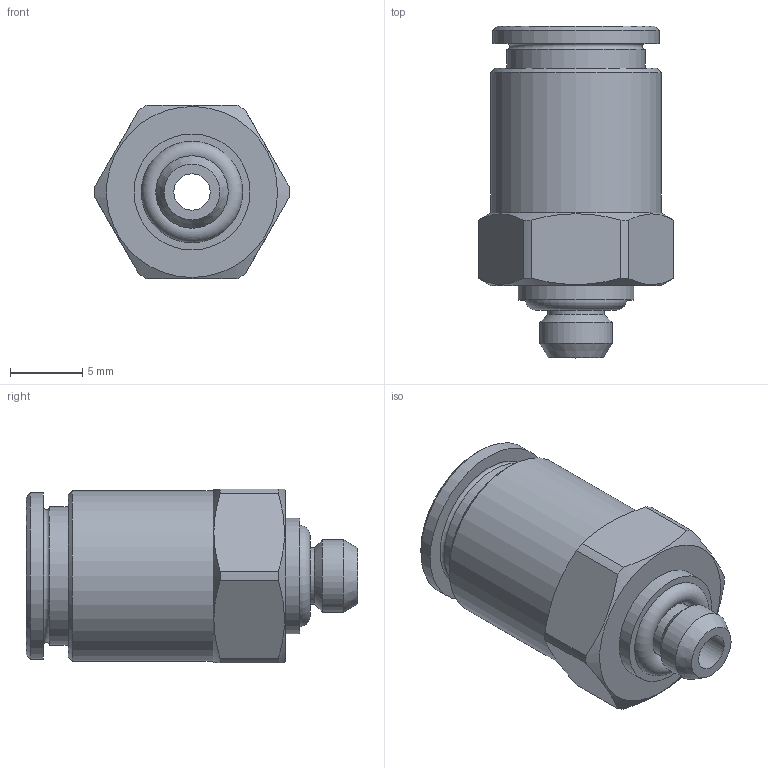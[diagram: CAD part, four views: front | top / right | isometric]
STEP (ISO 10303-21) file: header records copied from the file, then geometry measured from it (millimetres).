
FILE_DESCRIPTION(/* description */ ('STEP AP203'),/* implementation_level */ '2;1');
FILE_NAME(/* name */ 'X0020030',/* time_stamp */ '2022-07-19T14:35:52+02:00',/* author */ ('License CC BY-ND 4.0'),/* organization */ ('CADENAS'),/* preprocessor_version */ 'ST-DEVELOPER v18.102',/* originating_system */ 'PARTsolutions',/* authorisation */ ' ');
FILE_SCHEMA (('CONFIG_CONTROL_DESIGN'));
Length unit declared in the file: millimetre
Products named in the file (2): X0020030; X0020030_PART1
Assembly tree (1 placements, depth 2):
  X0020030
    X0020030_PART1
Bounding box: 13.5 x 22.9 x 12 mm (x, y, z)
Volume: 1552.7 mm3; surface area: 1408.4 mm2
Topology: 1 solids, 1 shells, 38 faces, 86 edges, 55 vertices
Faces by surface type: cylinder 14, plane 13, cone 8, torus 3
Full cylindrical faces by diameter (mm): 2.5 x1, 3.9 x1, 5 x1, 6.15 x1, 8 x1, 9.55 x1, 11.5 x1, 11.8 x1
Entity records: 1259 total; most frequent: CARTESIAN_POINT 198, DIRECTION 166, ORIENTED_EDGE 122, AXIS2_PLACEMENT_3D 77, EDGE_LOOP 64, FACE_BOUND 64, EDGE_CURVE 61, VERTEX_POINT 49
